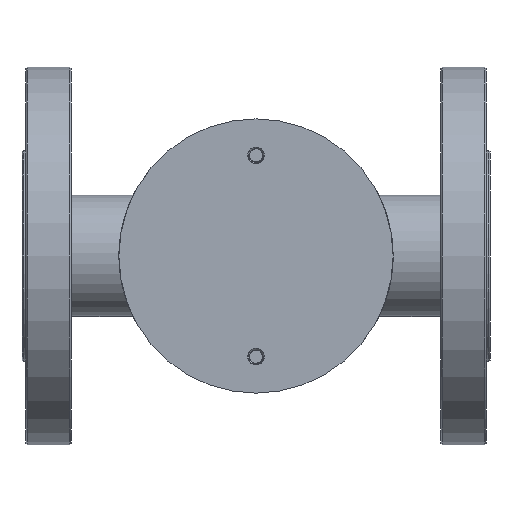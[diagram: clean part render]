
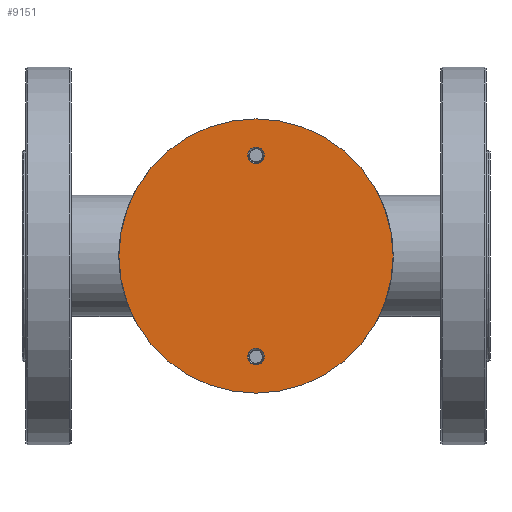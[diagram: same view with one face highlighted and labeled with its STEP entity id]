
A CAD part, front view. The second image highlights one B-rep face of the part: STEP entity #9151.
In plain terms, the highlighted planar face has unit normal (0, -1, 0).
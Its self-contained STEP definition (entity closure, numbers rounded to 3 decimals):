
#480 = ORIENTED_EDGE ( 'NONE', *, *, #5958, .T. ) ;
#620 = DIRECTION ( 'NONE',  ( 1., 0., 0. ) ) ;
#907 = AXIS2_PLACEMENT_3D ( 'NONE', #5787, #4149, #9969 ) ;
#938 = VERTEX_POINT ( 'NONE', #4095 ) ;
#1008 = FACE_BOUND ( 'NONE', #3875, .T. ) ;
#1569 = ORIENTED_EDGE ( 'NONE', *, *, #6576, .T. ) ;
#1880 = DIRECTION ( 'NONE',  ( 0., -1., 0. ) ) ;
#2210 = DIRECTION ( 'NONE',  ( 0., 1., 0. ) ) ;
#3801 = DIRECTION ( 'NONE',  ( 1., 0., 0. ) ) ;
#3875 = EDGE_LOOP ( 'NONE', ( #1569 ) ) ;
#4095 = CARTESIAN_POINT ( 'NONE',  ( 3.3, -33.193, 40. ) ) ;
#4149 = DIRECTION ( 'NONE',  ( 0., -1., 0. ) ) ;
#4336 = FACE_BOUND ( 'NONE', #5650, .T. ) ;
#4911 = AXIS2_PLACEMENT_3D ( 'NONE', #7078, #2210, #3801 ) ;
#5062 = AXIS2_PLACEMENT_3D ( 'NONE', #10522, #6415, #620 ) ;
#5207 = DIRECTION ( 'NONE',  ( 1., 0., 0. ) ) ;
#5650 = EDGE_LOOP ( 'NONE', ( #480 ) ) ;
#5787 = CARTESIAN_POINT ( 'NONE',  ( 0., -33.193, 0. ) ) ;
#5958 = EDGE_CURVE ( 'NONE', #938, #938, #10614, .T. ) ;
#5976 = CIRCLE ( 'NONE', #4911, 3.3 ) ;
#6022 = VERTEX_POINT ( 'NONE', #10142 ) ;
#6415 = DIRECTION ( 'NONE',  ( 0., 1., 0. ) ) ;
#6576 = EDGE_CURVE ( 'NONE', #8289, #8289, #5976, .T. ) ;
#6858 = AXIS2_PLACEMENT_3D ( 'NONE', #9342, #1880, #5207 ) ;
#7078 = CARTESIAN_POINT ( 'NONE',  ( 0., -33.193, -40. ) ) ;
#7656 = FACE_OUTER_BOUND ( 'NONE', #9009, .T. ) ;
#8289 = VERTEX_POINT ( 'NONE', #9970 ) ;
#9009 = EDGE_LOOP ( 'NONE', ( #9283 ) ) ;
#9151 = ADVANCED_FACE ( 'NONE', ( #1008, #4336, #7656 ), #10159, .T. ) ;
#9283 = ORIENTED_EDGE ( 'NONE', *, *, #10533, .T. ) ;
#9342 = CARTESIAN_POINT ( 'NONE',  ( 54.5, -33.193, 0. ) ) ;
#9969 = DIRECTION ( 'NONE',  ( 1., 0., 0. ) ) ;
#9970 = CARTESIAN_POINT ( 'NONE',  ( 3.3, -33.193, -40. ) ) ;
#10142 = CARTESIAN_POINT ( 'NONE',  ( 54.5, -33.193, 0. ) ) ;
#10159 = PLANE ( 'NONE',  #6858 ) ;
#10298 = CIRCLE ( 'NONE', #907, 54.5 ) ;
#10522 = CARTESIAN_POINT ( 'NONE',  ( 0., -33.193, 40. ) ) ;
#10533 = EDGE_CURVE ( 'NONE', #6022, #6022, #10298, .T. ) ;
#10614 = CIRCLE ( 'NONE', #5062, 3.3 ) ;
